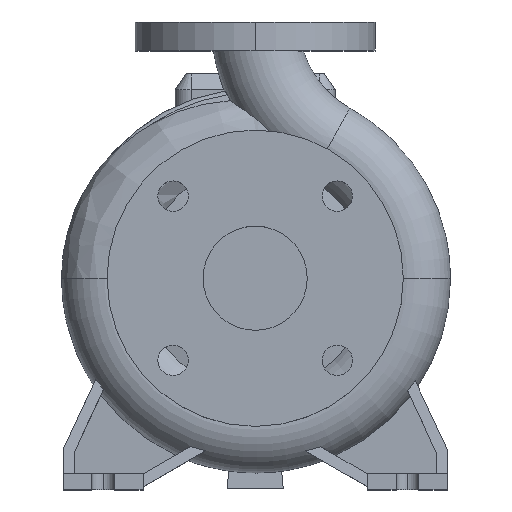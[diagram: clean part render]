
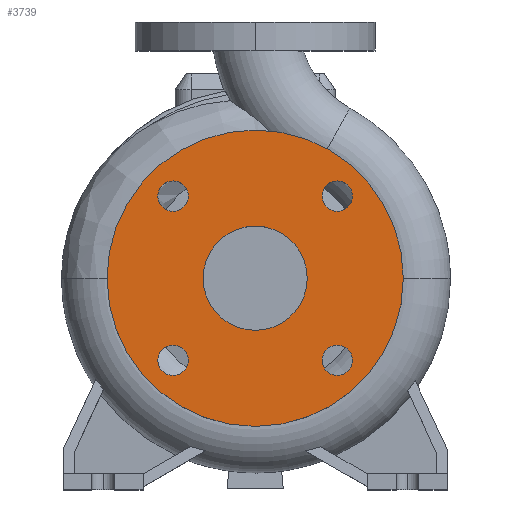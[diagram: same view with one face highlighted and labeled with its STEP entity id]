
A CAD part, top view. The second image highlights one B-rep face of the part: STEP entity #3739.
In plain terms, the highlighted planar face has unit normal (0, 0, 1).
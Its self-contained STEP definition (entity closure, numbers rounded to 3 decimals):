
#37 = DIRECTION ( 'NONE',  ( 0., 0., 1. ) ) ;
#445 = CARTESIAN_POINT ( 'NONE',  ( -32.5, 0., 80. ) ) ;
#448 = DIRECTION ( 'NONE',  ( 1., 0., 0. ) ) ;
#488 = ORIENTED_EDGE ( 'NONE', *, *, #8818, .F. ) ;
#624 = CIRCLE ( 'NONE', #8633, 9.5 ) ;
#705 = CARTESIAN_POINT ( 'NONE',  ( 92.5, 0., 80. ) ) ;
#979 = CARTESIAN_POINT ( 'NONE',  ( -51.265, 51.265, 80. ) ) ;
#1040 = EDGE_CURVE ( 'NONE', #12903, #10444, #5361, .T. ) ;
#1124 = DIRECTION ( 'NONE',  ( 0., 0., 1. ) ) ;
#1199 = CARTESIAN_POINT ( 'NONE',  ( -41.765, 51.265, 80. ) ) ;
#1601 = AXIS2_PLACEMENT_3D ( 'NONE', #12662, #5061, #12728 ) ;
#2248 = CIRCLE ( 'NONE', #4070, 92.5 ) ;
#2250 = DIRECTION ( 'NONE',  ( 1., 0., 0. ) ) ;
#2257 = CIRCLE ( 'NONE', #10050, 9.5 ) ;
#2321 = EDGE_LOOP ( 'NONE', ( #4130, #12174 ) ) ;
#2347 = CARTESIAN_POINT ( 'NONE',  ( 51.265, -51.265, 80. ) ) ;
#2513 = CARTESIAN_POINT ( 'NONE',  ( -92.5, 0., 80. ) ) ;
#2687 = VERTEX_POINT ( 'NONE', #13913 ) ;
#2703 = DIRECTION ( 'NONE',  ( 1., 0., 0. ) ) ;
#3093 = PLANE ( 'NONE',  #13851 ) ;
#3125 = CIRCLE ( 'NONE', #3362, 9.5 ) ;
#3259 = DIRECTION ( 'NONE',  ( 1., 0., 0. ) ) ;
#3362 = AXIS2_PLACEMENT_3D ( 'NONE', #6964, #10273, #448 ) ;
#3370 = CIRCLE ( 'NONE', #11384, 9.5 ) ;
#3425 = DIRECTION ( 'NONE',  ( 0., 0., 1. ) ) ;
#3505 = VERTEX_POINT ( 'NONE', #4389 ) ;
#3683 = CARTESIAN_POINT ( 'NONE',  ( 60.765, 51.265, 80. ) ) ;
#3739 = ADVANCED_FACE ( 'NONE', ( #9474, #7398, #8612, #12908, #7473, #4159 ), #3093, .F. ) ;
#3761 = DIRECTION ( 'NONE',  ( 0., 0., 1. ) ) ;
#4062 = DIRECTION ( 'NONE',  ( 1., 0., 0. ) ) ;
#4070 = AXIS2_PLACEMENT_3D ( 'NONE', #11805, #10738, #9313 ) ;
#4075 = ORIENTED_EDGE ( 'NONE', *, *, #4601, .F. ) ;
#4130 = ORIENTED_EDGE ( 'NONE', *, *, #13713, .F. ) ;
#4159 = FACE_OUTER_BOUND ( 'NONE', #5696, .T. ) ;
#4375 = ORIENTED_EDGE ( 'NONE', *, *, #12909, .F. ) ;
#4389 = CARTESIAN_POINT ( 'NONE',  ( -60.765, -51.265, 80. ) ) ;
#4419 = VERTEX_POINT ( 'NONE', #1199 ) ;
#4601 = EDGE_CURVE ( 'NONE', #3505, #9396, #11345, .T. ) ;
#4640 = DIRECTION ( 'NONE',  ( 0., 0., 1. ) ) ;
#4698 = CARTESIAN_POINT ( 'NONE',  ( -51.265, -51.265, 80. ) ) ;
#4884 = VERTEX_POINT ( 'NONE', #8657 ) ;
#5061 = DIRECTION ( 'NONE',  ( 0., 0., 1. ) ) ;
#5244 = CIRCLE ( 'NONE', #13030, 32.5 ) ;
#5361 = CIRCLE ( 'NONE', #11780, 9.5 ) ;
#5381 = EDGE_CURVE ( 'NONE', #2687, #4884, #3125, .T. ) ;
#5421 = AXIS2_PLACEMENT_3D ( 'NONE', #9470, #4640, #9681 ) ;
#5655 = AXIS2_PLACEMENT_3D ( 'NONE', #12923, #7488, #2250 ) ;
#5696 = EDGE_LOOP ( 'NONE', ( #8894, #7998 ) ) ;
#5697 = CIRCLE ( 'NONE', #8672, 92.5 ) ;
#5727 = EDGE_LOOP ( 'NONE', ( #11673, #488 ) ) ;
#5909 = CARTESIAN_POINT ( 'NONE',  ( -41.765, -51.265, 80. ) ) ;
#6028 = EDGE_CURVE ( 'NONE', #10444, #12903, #624, .T. ) ;
#6489 = CARTESIAN_POINT ( 'NONE',  ( 51.265, 51.265, 80. ) ) ;
#6557 = EDGE_LOOP ( 'NONE', ( #4375, #4075 ) ) ;
#6816 = VERTEX_POINT ( 'NONE', #445 ) ;
#6964 = CARTESIAN_POINT ( 'NONE',  ( 51.265, -51.265, 80. ) ) ;
#7148 = DIRECTION ( 'NONE',  ( 0., 0., 1. ) ) ;
#7367 = DIRECTION ( 'NONE',  ( 0., 0., 1. ) ) ;
#7398 = FACE_BOUND ( 'NONE', #6557, .T. ) ;
#7421 = EDGE_CURVE ( 'NONE', #13646, #8477, #5697, .T. ) ;
#7473 = FACE_BOUND ( 'NONE', #8033, .T. ) ;
#7475 = DIRECTION ( 'NONE',  ( 1., 0., 0. ) ) ;
#7488 = DIRECTION ( 'NONE',  ( 0., 0., 1. ) ) ;
#7828 = EDGE_CURVE ( 'NONE', #6816, #10475, #5244, .T. ) ;
#7998 = ORIENTED_EDGE ( 'NONE', *, *, #8671, .T. ) ;
#8033 = EDGE_LOOP ( 'NONE', ( #13008, #13204 ) ) ;
#8477 = VERTEX_POINT ( 'NONE', #2513 ) ;
#8612 = FACE_BOUND ( 'NONE', #2321, .T. ) ;
#8633 = AXIS2_PLACEMENT_3D ( 'NONE', #13298, #37, #3259 ) ;
#8657 = CARTESIAN_POINT ( 'NONE',  ( 41.765, -51.265, 80. ) ) ;
#8671 = EDGE_CURVE ( 'NONE', #8477, #13646, #2248, .T. ) ;
#8672 = AXIS2_PLACEMENT_3D ( 'NONE', #10460, #9445, #4062 ) ;
#8818 = EDGE_CURVE ( 'NONE', #4884, #2687, #2257, .T. ) ;
#8835 = CARTESIAN_POINT ( 'NONE',  ( 41.765, 51.265, 80. ) ) ;
#8894 = ORIENTED_EDGE ( 'NONE', *, *, #7421, .T. ) ;
#9216 = CARTESIAN_POINT ( 'NONE',  ( 0., 0., 80. ) ) ;
#9301 = ORIENTED_EDGE ( 'NONE', *, *, #6028, .F. ) ;
#9313 = DIRECTION ( 'NONE',  ( 1., 0., 0. ) ) ;
#9396 = VERTEX_POINT ( 'NONE', #5909 ) ;
#9445 = DIRECTION ( 'NONE',  ( 0., 0., 1. ) ) ;
#9470 = CARTESIAN_POINT ( 'NONE',  ( 0., 0., 80. ) ) ;
#9474 = FACE_BOUND ( 'NONE', #5727, .T. ) ;
#9606 = CIRCLE ( 'NONE', #1601, 9.5 ) ;
#9681 = DIRECTION ( 'NONE',  ( 1., 0., 0. ) ) ;
#10050 = AXIS2_PLACEMENT_3D ( 'NONE', #2347, #3425, #14164 ) ;
#10122 = EDGE_CURVE ( 'NONE', #10413, #4419, #9606, .T. ) ;
#10273 = DIRECTION ( 'NONE',  ( 0., 0., 1. ) ) ;
#10295 = CARTESIAN_POINT ( 'NONE',  ( 32.5, 0., 80. ) ) ;
#10413 = VERTEX_POINT ( 'NONE', #13505 ) ;
#10444 = VERTEX_POINT ( 'NONE', #3683 ) ;
#10460 = CARTESIAN_POINT ( 'NONE',  ( 0., 0., 80. ) ) ;
#10475 = VERTEX_POINT ( 'NONE', #10295 ) ;
#10559 = DIRECTION ( 'NONE',  ( 0., 0., -1. ) ) ;
#10738 = DIRECTION ( 'NONE',  ( 0., 0., 1. ) ) ;
#10766 = DIRECTION ( 'NONE',  ( -1., 0., 0. ) ) ;
#10863 = DIRECTION ( 'NONE',  ( 1., 0., 0. ) ) ;
#10923 = CIRCLE ( 'NONE', #5421, 32.5 ) ;
#11345 = CIRCLE ( 'NONE', #13180, 9.5 ) ;
#11384 = AXIS2_PLACEMENT_3D ( 'NONE', #979, #7367, #12812 ) ;
#11673 = ORIENTED_EDGE ( 'NONE', *, *, #5381, .F. ) ;
#11780 = AXIS2_PLACEMENT_3D ( 'NONE', #6489, #1124, #10863 ) ;
#11805 = CARTESIAN_POINT ( 'NONE',  ( 0., 0., 80. ) ) ;
#11827 = CIRCLE ( 'NONE', #5655, 9.5 ) ;
#11838 = CARTESIAN_POINT ( 'NONE',  ( 0., 92.5, 80. ) ) ;
#12174 = ORIENTED_EDGE ( 'NONE', *, *, #10122, .F. ) ;
#12260 = ORIENTED_EDGE ( 'NONE', *, *, #1040, .F. ) ;
#12662 = CARTESIAN_POINT ( 'NONE',  ( -51.265, 51.265, 80. ) ) ;
#12728 = DIRECTION ( 'NONE',  ( 1., 0., 0. ) ) ;
#12812 = DIRECTION ( 'NONE',  ( 1., 0., 0. ) ) ;
#12903 = VERTEX_POINT ( 'NONE', #8835 ) ;
#12908 = FACE_BOUND ( 'NONE', #13668, .T. ) ;
#12909 = EDGE_CURVE ( 'NONE', #9396, #3505, #11827, .T. ) ;
#12923 = CARTESIAN_POINT ( 'NONE',  ( -51.265, -51.265, 80. ) ) ;
#13008 = ORIENTED_EDGE ( 'NONE', *, *, #13323, .F. ) ;
#13030 = AXIS2_PLACEMENT_3D ( 'NONE', #9216, #3761, #7475 ) ;
#13180 = AXIS2_PLACEMENT_3D ( 'NONE', #4698, #7148, #2703 ) ;
#13204 = ORIENTED_EDGE ( 'NONE', *, *, #7828, .F. ) ;
#13298 = CARTESIAN_POINT ( 'NONE',  ( 51.265, 51.265, 80. ) ) ;
#13323 = EDGE_CURVE ( 'NONE', #10475, #6816, #10923, .T. ) ;
#13505 = CARTESIAN_POINT ( 'NONE',  ( -60.765, 51.265, 80. ) ) ;
#13646 = VERTEX_POINT ( 'NONE', #705 ) ;
#13668 = EDGE_LOOP ( 'NONE', ( #9301, #12260 ) ) ;
#13713 = EDGE_CURVE ( 'NONE', #4419, #10413, #3370, .T. ) ;
#13851 = AXIS2_PLACEMENT_3D ( 'NONE', #11838, #10559, #10766 ) ;
#13913 = CARTESIAN_POINT ( 'NONE',  ( 60.765, -51.265, 80. ) ) ;
#14164 = DIRECTION ( 'NONE',  ( 1., 0., 0. ) ) ;
